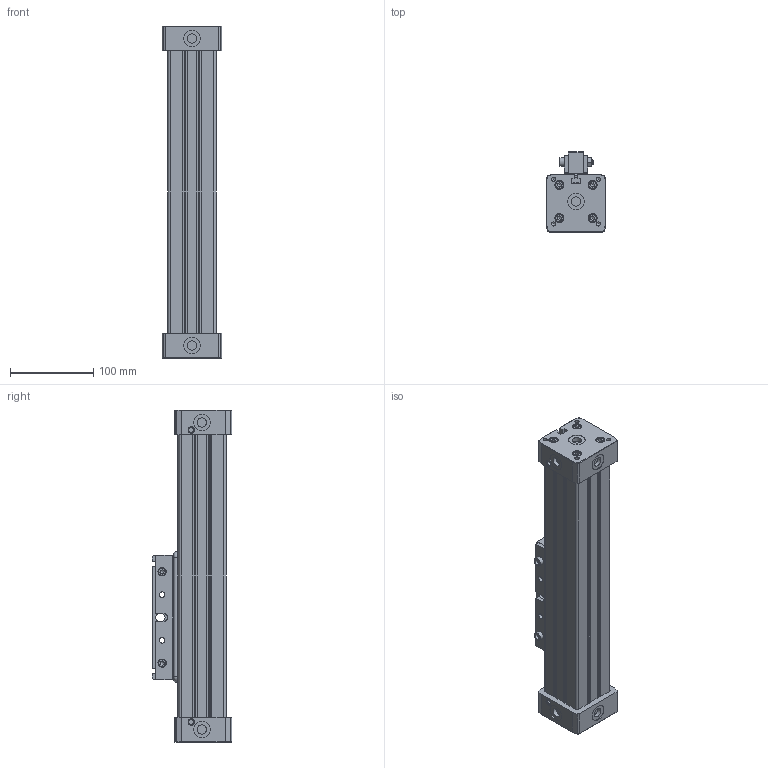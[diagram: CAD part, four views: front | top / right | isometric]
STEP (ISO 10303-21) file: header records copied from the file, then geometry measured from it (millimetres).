
FILE_DESCRIPTION(/* implementation_level */ '2;1');
FILE_NAME(/* name */ 'PL40 - P1 - 0100.stp',/* time_stamp */ '18-Jan-2021 09:34:23',/* author */ ('MEDAN GmbH-H.By.'),/* organization */ (''), /* preprocessor_version */ 'ST-DEVELOPER v11',/* originating_system */ 'SIEMENS PLM Software NX 7.5',/* authorisation */ '');
FILE_SCHEMA (('AUTOMOTIVE_DESIGN { 1 0 10303 214 1 1 1 1 }'));
Bounding box: 72 x 96 x 400 mm (x, y, z)
Volume: 1231151.1 mm3; surface area: 298300.3 mm2
Topology: 25 solids, 25 shells, 894 faces, 2204 edges, 1394 vertices
Faces by surface type: plane 511, cylinder 249, cone 108, torus 26
Full cylindrical faces by diameter (mm): 2 x4, 3 x4, 3.2 x1, 3.5 x4, 5 x27, 5.188 x2, 6 x16, 6.6 x20, 8 x2, 10 x10, 11 x9, 11.188 x6, 20 x6, 40.2 x1
Entity records: 18993 total; most frequent: CRTPNT 3426, DRCTN 2903, ORNEDG 2660, EDGCRV 1330, A2PL3D 1039, VRTPNT 924, LINE 825, VECTOR 825
